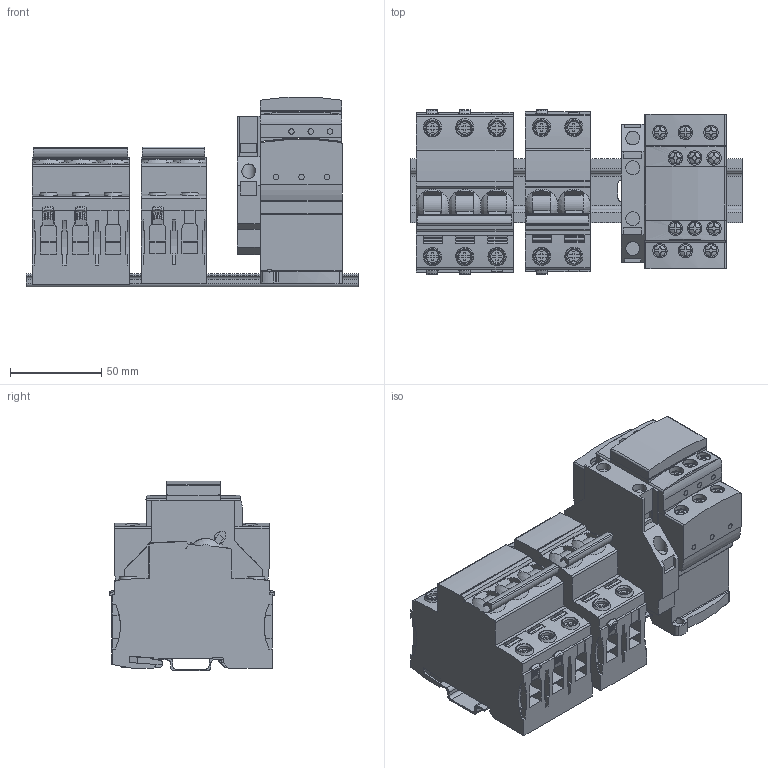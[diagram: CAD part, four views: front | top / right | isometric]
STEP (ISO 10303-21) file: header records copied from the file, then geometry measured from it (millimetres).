
FILE_DESCRIPTION(/* description */ (''),/* implementation_level */ '2;1');
FILE_NAME(/* name */ '',/* time_stamp */ '2024-07-09T19:29:59+09:00',/* author */ (''),/* organization */ (''),/* preprocessor_version */ 'ST-DEVELOPER v20',/* originating_system */ 'Autodesk Translation Framework v13.14.0.145',/* authorisation */ '');
FILE_SCHEMA (('AUTOMOTIVE_DESIGN { 1 0 10303 214 3 1 1 }'));
Products named in the file (5): 1번_레일_어셈블리(
1번_패널); 레일 1번; 스위치 1번(레일 1번); 스위치 2번(레일 1번); 스위치 3번(레일 1번)
Assembly tree (4 placements, depth 2):
  1번_레일_어셈블리(
1번_패널)
    레일 1번
    스위치 1번(레일 1번)
    스위치 2번(레일 1번)
    스위치 3번(레일 1번)
Bounding box: 182 x 90.65 x 104.09 mm (x, y, z)
Volume: 770070.3 mm3; surface area: 138095.6 mm2
Topology: 5 solids, 23 shells, 2154 faces, 6009 edges, 3983 vertices
Faces by surface type: plane 1644, cylinder 365, bspline 120, cone 20, sphere 5
Full cylindrical faces by diameter (mm): 3 x12, 4.5 x32, 6.403 x12, 6.8 x10, 7.62 x4, 7.843 x12
Entity records: 73177 total; most frequent: CARTESIAN_POINT 17516, ORIENTED_EDGE 12016, DIRECTION 10908, EDGE_CURVE 6008, LINE 4474, VECTOR 4474, VERTEX_POINT 3983, AXIS2_PLACEMENT_3D 3217
